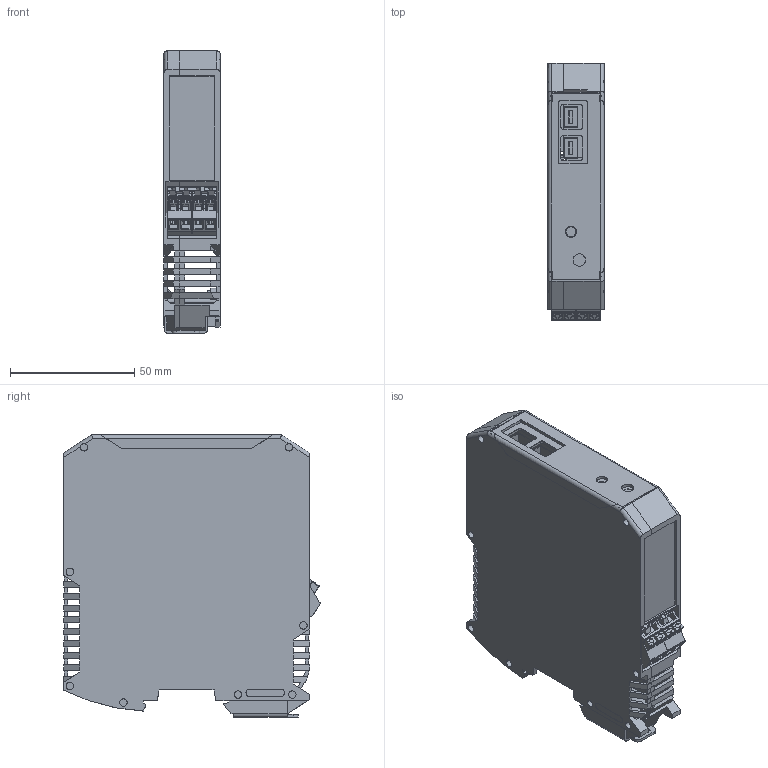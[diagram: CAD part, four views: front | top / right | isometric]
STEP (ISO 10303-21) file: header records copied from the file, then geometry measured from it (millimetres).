
FILE_DESCRIPTION(/* description */ ('Alibre Inc.'),/* implementation_level */ '2;1');
FILE_NAME(/* name */ 'export0',/* time_stamp */ '2017-04-03T11:35:03+02:00',/* author */ (''),/* organization */ (''),/* preprocessor_version */ 'ST-DEVELOPER v14',/* originating_system */ 'Alibre',/* authorisation */ '');
FILE_SCHEMA (('AUTOMOTIVE_DESIGN'));
Length unit declared in the file: millimetre
Products named in the file (17): ID_1
Bounding box: 22.6 x 103.37 x 113.6 mm (x, y, z)
Volume: 51014 mm3; surface area: 75870 mm2
Topology: 25 solids, 25 shells, 3053 faces, 8466 edges, 5541 vertices
Faces by surface type: plane 2435, cylinder 564, torus 20, cone 18, sphere 16
Full cylindrical faces by diameter (mm): 2.02 x1, 2.08 x8, 2.1 x15, 4 x3, 4.5 x1, 5 x4
Entity records: 92102 total; most frequent: CARTESIAN_POINT 17256, ORIENTED_EDGE 16610, DIRECTION 12432, EDGE_CURVE 8304, VECTOR 7024, LINE 7024, VERTEX_POINT 5459, AXIS2_PLACEMENT_3D 3841
